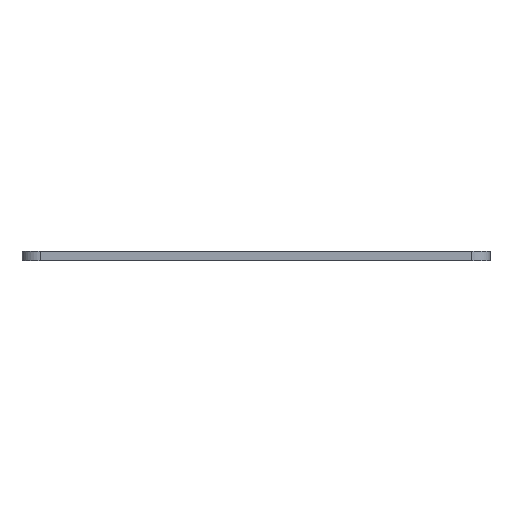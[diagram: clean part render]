
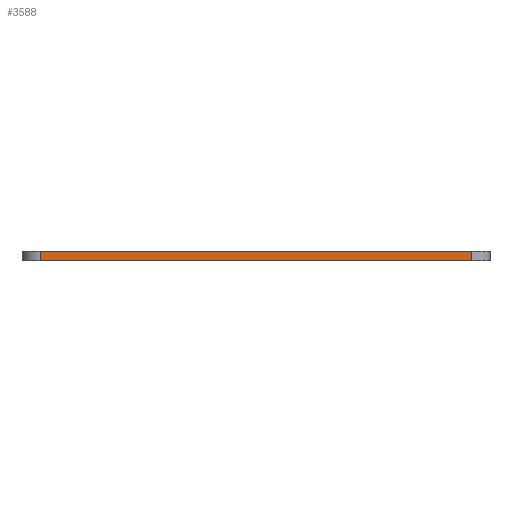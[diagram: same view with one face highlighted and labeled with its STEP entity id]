
A CAD part, front view. The second image highlights one B-rep face of the part: STEP entity #3588.
In plain terms, the highlighted planar face has unit normal (0, -1, 0).
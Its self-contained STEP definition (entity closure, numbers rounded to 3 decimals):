
#33=CARTESIAN_POINT('',(0.0,0.0,0.0));
#34=DIRECTION('',(0.0,0.0,1.0));
#35=DIRECTION('',(1.0,0.0,0.0));
#36=AXIS2_PLACEMENT_3D('',#33,#34,#35);
#37=PLANE('',#36);
#41=(GEOMETRIC_REPRESENTATION_CONTEXT(2)PARAMETRIC_REPRESENTATION_CONTEXT()REPRESENTATION_CONTEXT('',''));
#82=CARTESIAN_POINT('',(0.0,0.0,6.0));
#83=DIRECTION('',(0.0,0.0,1.0));
#84=DIRECTION('',(1.0,0.0,-0.0));
#85=AXIS2_PLACEMENT_3D('',#82,#83,#84);
#86=PLANE('',#85);
#3414=CARTESIAN_POINT('',(-140.278,-303.912,6.0));
#3415=DIRECTION('',(0.0,0.0,-1.0));
#3416=DIRECTION('',(-1.0,0.0,0.0));
#3417=AXIS2_PLACEMENT_3D('',#3414,#3415,#3416);
#3418=CYLINDRICAL_SURFACE('',#3417,12.0);
#3457=CARTESIAN_POINT('',(-140.278,-315.912,0.0));
#3458=VERTEX_POINT('',#3457);
#3478=CARTESIAN_POINT('',(-140.278,-315.912,6.0));
#3479=VERTEX_POINT('',#3478);
#3480=CARTESIAN_POINT('',(0.0,-315.912,6.0));
#3481=DIRECTION('',(0.0,-1.0,0.0));
#3482=DIRECTION('',(0.0,0.0,-1.0));
#3483=AXIS2_PLACEMENT_3D('',#3480,#3481,#3482);
#3484=PLANE('',#3483);
#3485=CARTESIAN_POINT('',(270.0,0.0));
#3486=CARTESIAN_POINT('',(270.0,6.0));
#3487=B_SPLINE_CURVE_WITH_KNOTS('',1,(#3485,#3486),.UNSPECIFIED.,.F.,.F.,(2,2),(0.0,0.006),.UNSPECIFIED.);
#3488=DEFINITIONAL_REPRESENTATION('',(#3487),#41);
#3489=PCURVE('',#3418,#3488);
#3490=CARTESIAN_POINT('',(0.0,-140.278));
#3491=CARTESIAN_POINT('',(6.0,-140.278));
#3492=B_SPLINE_CURVE_WITH_KNOTS('',1,(#3490,#3491),.UNSPECIFIED.,.F.,.F.,(2,2),(0.0,0.006),.UNSPECIFIED.);
#3493=DEFINITIONAL_REPRESENTATION('',(#3492),#41);
#3494=PCURVE('',#3484,#3493);
#3495=CARTESIAN_POINT('',(-140.278,-315.912,6.0));
#3496=DIRECTION('',(0.0,0.0,-1.0));
#3497=VECTOR('',#3496,6.0);
#3498=LINE('',#3495,#3497);
#3499=INTERSECTION_CURVE('',#3498,(#3489,#3494),.PCURVE_S1.);
#3500=EDGE_CURVE('',#3479,#3458,#3499,.T.);
#3525=CARTESIAN_POINT('',(146.943,-315.912,0.0));
#3526=VERTEX_POINT('',#3525);
#3527=CARTESIAN_POINT('',(6.0,146.943));
#3528=CARTESIAN_POINT('',(6.0,-140.278));
#3529=B_SPLINE_CURVE_WITH_KNOTS('',1,(#3527,#3528),.UNSPECIFIED.,.F.,.F.,(2,2),(-0.147,0.14),.UNSPECIFIED.);
#3530=DEFINITIONAL_REPRESENTATION('',(#3529),#41);
#3531=PCURVE('',#3484,#3530);
#3532=CARTESIAN_POINT('',(146.943,-315.912));
#3533=CARTESIAN_POINT('',(-140.278,-315.912));
#3534=B_SPLINE_CURVE_WITH_KNOTS('',1,(#3532,#3533),.UNSPECIFIED.,.F.,.F.,(2,2),(-0.147,0.14),.UNSPECIFIED.);
#3535=DEFINITIONAL_REPRESENTATION('',(#3534),#41);
#3536=PCURVE('',#37,#3535);
#3537=CARTESIAN_POINT('',(146.943,-315.912,0.0));
#3538=DIRECTION('',(-1.0,0.0,0.0));
#3539=VECTOR('',#3538,287.22);
#3540=LINE('',#3537,#3539);
#3541=INTERSECTION_CURVE('',#3540,(#3531,#3536),.PCURVE_S1.);
#3542=EDGE_CURVE('',#3526,#3458,#3541,.T.);
#3543=ORIENTED_EDGE('',*,*,#3542,.F.);
#3544=CARTESIAN_POINT('',(146.943,-315.912,6.0));
#3545=VERTEX_POINT('',#3544);
#3546=CARTESIAN_POINT('',(146.943,-303.912,6.0));
#3547=DIRECTION('',(0.0,0.0,-1.0));
#3548=DIRECTION('',(-1.0,0.0,0.0));
#3549=AXIS2_PLACEMENT_3D('',#3546,#3547,#3548);
#3550=CYLINDRICAL_SURFACE('',#3549,12.0);
#3551=CARTESIAN_POINT('',(0.0,146.943));
#3552=CARTESIAN_POINT('',(6.0,146.943));
#3553=B_SPLINE_CURVE_WITH_KNOTS('',1,(#3551,#3552),.UNSPECIFIED.,.F.,.F.,(2,2),(0.0,0.006),.UNSPECIFIED.);
#3554=DEFINITIONAL_REPRESENTATION('',(#3553),#41);
#3555=PCURVE('',#3484,#3554);
#3556=CARTESIAN_POINT('',(270.0,0.0));
#3557=CARTESIAN_POINT('',(270.0,6.0));
#3558=B_SPLINE_CURVE_WITH_KNOTS('',1,(#3556,#3557),.UNSPECIFIED.,.F.,.F.,(2,2),(0.0,0.006),.UNSPECIFIED.);
#3559=DEFINITIONAL_REPRESENTATION('',(#3558),#41);
#3560=PCURVE('',#3550,#3559);
#3561=CARTESIAN_POINT('',(146.943,-315.912,6.0));
#3562=DIRECTION('',(0.0,0.0,-1.0));
#3563=VECTOR('',#3562,6.0);
#3564=LINE('',#3561,#3563);
#3565=INTERSECTION_CURVE('',#3564,(#3555,#3560),.PCURVE_S1.);
#3566=EDGE_CURVE('',#3545,#3526,#3565,.T.);
#3567=ORIENTED_EDGE('',*,*,#3566,.F.);
#3568=CARTESIAN_POINT('',(0.0,146.943));
#3569=CARTESIAN_POINT('',(0.0,-140.278));
#3570=B_SPLINE_CURVE_WITH_KNOTS('',1,(#3568,#3569),.UNSPECIFIED.,.F.,.F.,(2,2),(-0.147,0.14),.UNSPECIFIED.);
#3571=DEFINITIONAL_REPRESENTATION('',(#3570),#41);
#3572=PCURVE('',#3484,#3571);
#3573=CARTESIAN_POINT('',(146.943,-315.912));
#3574=CARTESIAN_POINT('',(-140.278,-315.912));
#3575=B_SPLINE_CURVE_WITH_KNOTS('',1,(#3573,#3574),.UNSPECIFIED.,.F.,.F.,(2,2),(-0.147,0.14),.UNSPECIFIED.);
#3576=DEFINITIONAL_REPRESENTATION('',(#3575),#41);
#3577=PCURVE('',#86,#3576);
#3578=CARTESIAN_POINT('',(146.943,-315.912,6.0));
#3579=DIRECTION('',(-1.0,0.0,0.0));
#3580=VECTOR('',#3579,287.22);
#3581=LINE('',#3578,#3580);
#3582=INTERSECTION_CURVE('',#3581,(#3572,#3577),.PCURVE_S1.);
#3583=EDGE_CURVE('',#3545,#3479,#3582,.T.);
#3584=ORIENTED_EDGE('',*,*,#3583,.T.);
#3585=ORIENTED_EDGE('',*,*,#3500,.T.);
#3586=EDGE_LOOP('',(#3543,#3567,#3584,#3585));
#3587=FACE_BOUND('',#3586,.T.);
#3588=ADVANCED_FACE('',(#3587),#3484,.T.);
